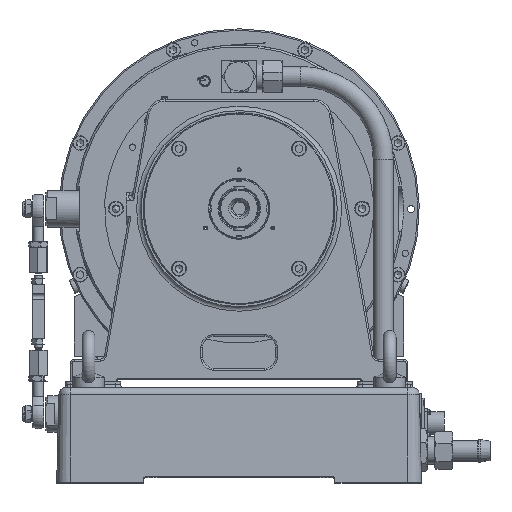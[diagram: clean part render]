
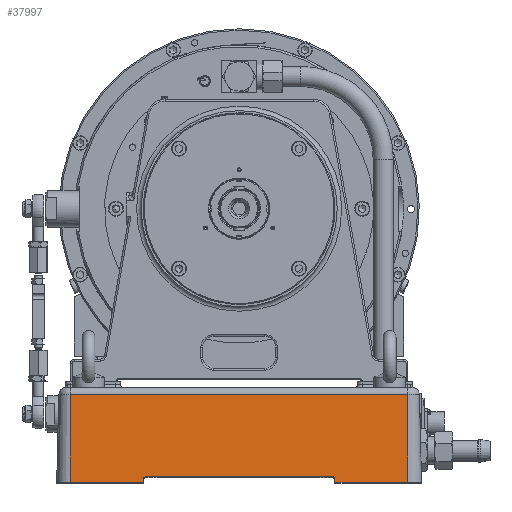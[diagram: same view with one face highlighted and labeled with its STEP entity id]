
A CAD part, top view. The second image highlights one B-rep face of the part: STEP entity #37997.
In plain terms, the highlighted planar face has unit normal (0, 0.026, 1).
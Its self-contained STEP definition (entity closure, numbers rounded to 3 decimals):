
#360 = ORIENTED_EDGE ( 'NONE', *, *, #102075, .F. ) ;
#819 = CARTESIAN_POINT ( 'NONE',  ( 185., -300., 180. ) ) ;
#1557 = CARTESIAN_POINT ( 'NONE',  ( 102., -294., 179.843 ) ) ;
#6151 = LINE ( 'NONE', #19517, #49194 ) ;
#10346 = FACE_OUTER_BOUND ( 'NONE', #44558, .T. ) ;
#11390 = EDGE_CURVE ( 'NONE', #53825, #45796, #26345, .T. ) ;
#12578 =( BOUNDED_CURVE ( )  B_SPLINE_CURVE ( 3, ( #54736, #102996, #22588, #79055 ),
 .UNSPECIFIED., .F., .F. ) 
 B_SPLINE_CURVE_WITH_KNOTS ( ( 4, 4 ),
 ( 1.571, 3.142 ),
 .UNSPECIFIED. ) 
 CURVE ( )  GEOMETRIC_REPRESENTATION_ITEM ( )  RATIONAL_B_SPLINE_CURVE ( ( 1., 0.805, 0.805, 1. ) ) 
 REPRESENTATION_ITEM ( '' )  );
#16135 = CARTESIAN_POINT ( 'NONE',  ( 103.757, -294., 179.843 ) ) ;
#16783 = LINE ( 'NONE', #83852, #100095 ) ;
#16815 = CARTESIAN_POINT ( 'NONE',  ( -105., -300., 180. ) ) ;
#17111 = ORIENTED_EDGE ( 'NONE', *, *, #38128, .T. ) ;
#17348 = CARTESIAN_POINT ( 'NONE',  ( 185., -300., 180. ) ) ;
#17366 =( BOUNDED_CURVE ( )  B_SPLINE_CURVE ( 3, ( #80727, #16135, #24280, #32451 ),
 .UNSPECIFIED., .F., .F. ) 
 B_SPLINE_CURVE_WITH_KNOTS ( ( 4, 4 ),
 ( 3.142, 4.712 ),
 .UNSPECIFIED. ) 
 CURVE ( )  GEOMETRIC_REPRESENTATION_ITEM ( )  RATIONAL_B_SPLINE_CURVE ( ( 1., 0.805, 0.805, 1. ) ) 
 REPRESENTATION_ITEM ( '' )  );
#18782 = ORIENTED_EDGE ( 'NONE', *, *, #70003, .T. ) ;
#19517 = CARTESIAN_POINT ( 'NONE',  ( -105., -300., 180. ) ) ;
#19852 = ORIENTED_EDGE ( 'NONE', *, *, #64329, .T. ) ;
#22588 = CARTESIAN_POINT ( 'NONE',  ( -103.757, -294., 179.843 ) ) ;
#24231 = CARTESIAN_POINT ( 'NONE',  ( 185., -300., 180. ) ) ;
#24280 = CARTESIAN_POINT ( 'NONE',  ( 105., -295.243, 179.875 ) ) ;
#24315 = LINE ( 'NONE', #40113, #88660 ) ;
#25241 = VECTOR ( 'NONE', #80437, 1000. ) ;
#25415 = CARTESIAN_POINT ( 'NONE',  ( -185., -203.791, 177.481 ) ) ;
#26345 = LINE ( 'NONE', #48352, #25241 ) ;
#26727 = EDGE_CURVE ( 'NONE', #49152, #82817, #6151, .T. ) ;
#29515 = CARTESIAN_POINT ( 'NONE',  ( -102., -294., 179.843 ) ) ;
#29655 = ORIENTED_EDGE ( 'NONE', *, *, #26727, .T. ) ;
#32451 = CARTESIAN_POINT ( 'NONE',  ( 105., -297., 179.921 ) ) ;
#32516 = EDGE_CURVE ( 'NONE', #69110, #68875, #52029, .T. ) ;
#34857 = CARTESIAN_POINT ( 'NONE',  ( 105., -300., 180. ) ) ;
#36057 = VERTEX_POINT ( 'NONE', #41693 ) ;
#37919 = ORIENTED_EDGE ( 'NONE', *, *, #47030, .T. ) ;
#37997 = ADVANCED_FACE ( 'NONE', ( #10346 ), #47931, .T. ) ;
#38128 = EDGE_CURVE ( 'NONE', #45796, #49152, #24315, .T. ) ;
#38714 = LINE ( 'NONE', #24231, #100450 ) ;
#39741 = VERTEX_POINT ( 'NONE', #58238 ) ;
#40113 = CARTESIAN_POINT ( 'NONE',  ( 185., -300., 180. ) ) ;
#40179 = DIRECTION ( 'NONE',  ( 0., -1., 0.026 ) ) ;
#41693 = CARTESIAN_POINT ( 'NONE',  ( 185., -203.791, 177.481 ) ) ;
#44537 = LINE ( 'NONE', #17348, #84816 ) ;
#44558 = EDGE_LOOP ( 'NONE', ( #17111, #29655, #56506, #59336, #37919, #92229, #18782, #360, #19852, #69756 ) ) ;
#45796 = VERTEX_POINT ( 'NONE', #87339 ) ;
#47030 = EDGE_CURVE ( 'NONE', #68875, #54429, #17366, .T. ) ;
#47931 = PLANE ( 'NONE',  #101200 ) ;
#48352 = CARTESIAN_POINT ( 'NONE',  ( -185., -300., 180. ) ) ;
#49152 = VERTEX_POINT ( 'NONE', #16815 ) ;
#49194 = VECTOR ( 'NONE', #84419, 1000. ) ;
#49722 = CARTESIAN_POINT ( 'NONE',  ( 185., -294., 179.843 ) ) ;
#50863 = EDGE_CURVE ( 'NONE', #54429, #39741, #102119, .T. ) ;
#51809 = DIRECTION ( 'NONE',  ( -1., 0., 0. ) ) ;
#52029 = LINE ( 'NONE', #49722, #82227 ) ;
#53825 = VERTEX_POINT ( 'NONE', #25415 ) ;
#54429 = VERTEX_POINT ( 'NONE', #72445 ) ;
#54736 = CARTESIAN_POINT ( 'NONE',  ( -105., -297., 179.921 ) ) ;
#56506 = ORIENTED_EDGE ( 'NONE', *, *, #73161, .T. ) ;
#57649 = DIRECTION ( 'NONE',  ( 1., 0., 0. ) ) ;
#58238 = CARTESIAN_POINT ( 'NONE',  ( 105., -300., 180. ) ) ;
#59053 = DIRECTION ( 'NONE',  ( 0., 1., -0.026 ) ) ;
#59270 = VECTOR ( 'NONE', #75023, 1000. ) ;
#59336 = ORIENTED_EDGE ( 'NONE', *, *, #32516, .T. ) ;
#64329 = EDGE_CURVE ( 'NONE', #36057, #53825, #16783, .T. ) ;
#68875 = VERTEX_POINT ( 'NONE', #1557 ) ;
#69110 = VERTEX_POINT ( 'NONE', #29515 ) ;
#69756 = ORIENTED_EDGE ( 'NONE', *, *, #11390, .T. ) ;
#70003 = EDGE_CURVE ( 'NONE', #39741, #88447, #44537, .T. ) ;
#72230 = CARTESIAN_POINT ( 'NONE',  ( 185., -300., 180. ) ) ;
#72445 = CARTESIAN_POINT ( 'NONE',  ( 105., -297., 179.921 ) ) ;
#73161 = EDGE_CURVE ( 'NONE', #82817, #69110, #12578, .T. ) ;
#75023 = DIRECTION ( 'NONE',  ( 0., -1., 0.026 ) ) ;
#79055 = CARTESIAN_POINT ( 'NONE',  ( -102., -294., 179.843 ) ) ;
#80437 = DIRECTION ( 'NONE',  ( 0., -1., 0.026 ) ) ;
#80727 = CARTESIAN_POINT ( 'NONE',  ( 102., -294., 179.843 ) ) ;
#82227 = VECTOR ( 'NONE', #93355, 1000. ) ;
#82817 = VERTEX_POINT ( 'NONE', #99875 ) ;
#82953 = DIRECTION ( 'NONE',  ( 0., 0.026, 1. ) ) ;
#83852 = CARTESIAN_POINT ( 'NONE',  ( 185., -203.791, 177.481 ) ) ;
#84419 = DIRECTION ( 'NONE',  ( 0., 1., -0.026 ) ) ;
#84816 = VECTOR ( 'NONE', #57649, 1000. ) ;
#87339 = CARTESIAN_POINT ( 'NONE',  ( -185., -300., 180. ) ) ;
#88447 = VERTEX_POINT ( 'NONE', #819 ) ;
#88660 = VECTOR ( 'NONE', #96083, 1000. ) ;
#92229 = ORIENTED_EDGE ( 'NONE', *, *, #50863, .T. ) ;
#93355 = DIRECTION ( 'NONE',  ( 1., 0., 0. ) ) ;
#96083 = DIRECTION ( 'NONE',  ( 1., 0., 0. ) ) ;
#99875 = CARTESIAN_POINT ( 'NONE',  ( -105., -297., 179.921 ) ) ;
#100095 = VECTOR ( 'NONE', #51809, 1000. ) ;
#100450 = VECTOR ( 'NONE', #40179, 1000. ) ;
#101200 = AXIS2_PLACEMENT_3D ( 'NONE', #72230, #82953, #59053 ) ;
#102075 = EDGE_CURVE ( 'NONE', #36057, #88447, #38714, .T. ) ;
#102119 = LINE ( 'NONE', #34857, #59270 ) ;
#102996 = CARTESIAN_POINT ( 'NONE',  ( -105., -295.243, 179.875 ) ) ;
